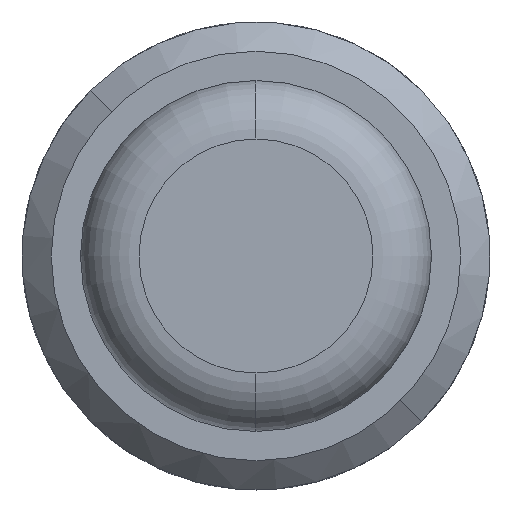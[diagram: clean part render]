
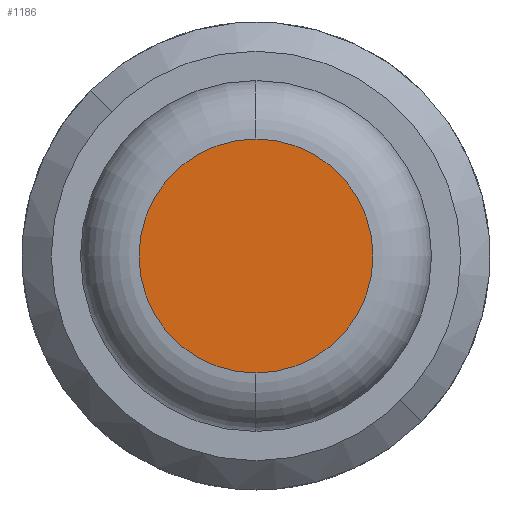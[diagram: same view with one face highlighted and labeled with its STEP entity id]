
A CAD part, front view. The second image highlights one B-rep face of the part: STEP entity #1186.
In plain terms, the highlighted planar face has unit normal (0, -1, 0).
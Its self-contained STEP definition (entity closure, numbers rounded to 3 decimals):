
#585 = DIRECTION ( 'NONE',  ( 0., -1., 0. ) ) ;
#713 = FACE_OUTER_BOUND ( 'NONE', #2423, .T. ) ;
#714 = EDGE_CURVE ( 'Defeature ausgef�hrt1_0+Defeature ausgef�hrt1_5+Defeature ausgef�hrt1_5+Defeature ausgef�hrt1_5', #993, #2572, #3691, .T. ) ;
#993 = VERTEX_POINT ( 'NONE', #1851 ) ;
#999 = AXIS2_PLACEMENT_3D ( 'NONE', #2997, #3578, #1680 ) ;
#1186 = ADVANCED_FACE ( 'Defeature ausgef�hrt1_0', ( #713 ), #3291, .T. ) ;
#1253 = DIRECTION ( 'NONE',  ( 0., 0., -1. ) ) ;
#1330 = ORIENTED_EDGE ( 'NONE', *, *, #714, .T. ) ;
#1485 = ORIENTED_EDGE ( 'NONE', *, *, #1825, .T. ) ;
#1680 = DIRECTION ( 'NONE',  ( 0., 0., -1. ) ) ;
#1825 = EDGE_CURVE ( 'Defeature ausgef�hrt1_0+Defeature ausgef�hrt1_5+Defeature ausgef�hrt1_5+Defeature ausgef�hrt1_5', #2572, #993, #2555, .T. ) ;
#1846 = DIRECTION ( 'NONE',  ( 0., -1., 0. ) ) ;
#1851 = CARTESIAN_POINT ( 'NONE',  ( 0., 0., -1. ) ) ;
#2325 = CARTESIAN_POINT ( 'NONE',  ( 0., 0., 1. ) ) ;
#2423 = EDGE_LOOP ( 'NONE', ( #1330, #1485 ) ) ;
#2510 = CARTESIAN_POINT ( 'NONE',  ( 0., 0., 0. ) ) ;
#2555 = CIRCLE ( 'NONE', #2984, 1. ) ;
#2572 = VERTEX_POINT ( 'NONE', #2325 ) ;
#2730 = CARTESIAN_POINT ( 'NONE',  ( 0., 0., 0. ) ) ;
#2984 = AXIS2_PLACEMENT_3D ( 'NONE', #2510, #585, #1253 ) ;
#2997 = CARTESIAN_POINT ( 'NONE',  ( 0., 0., 0. ) ) ;
#3116 = AXIS2_PLACEMENT_3D ( 'NONE', #2730, #1846, #3351 ) ;
#3291 = PLANE ( 'NONE',  #999 ) ;
#3351 = DIRECTION ( 'NONE',  ( 0., 0., -1. ) ) ;
#3578 = DIRECTION ( 'NONE',  ( 0., -1., 0. ) ) ;
#3691 = CIRCLE ( 'NONE', #3116, 1. ) ;
